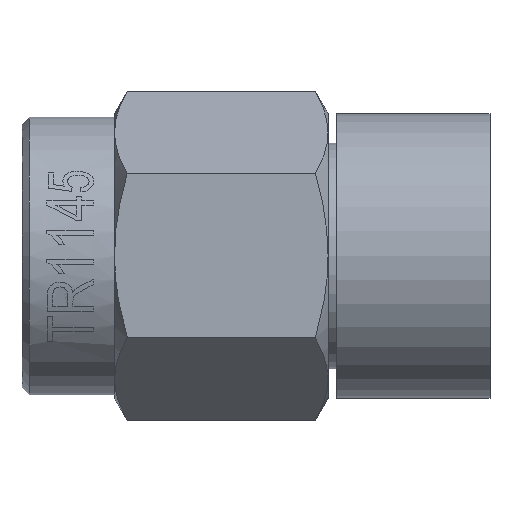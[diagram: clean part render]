
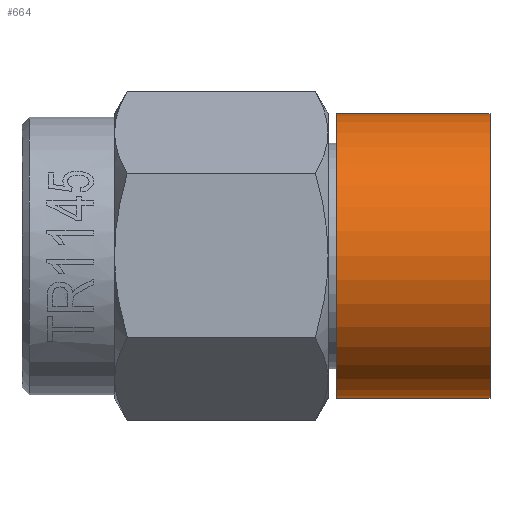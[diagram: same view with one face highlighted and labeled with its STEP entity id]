
A CAD part, top view. The second image highlights one B-rep face of the part: STEP entity #664.
In plain terms, the highlighted cylindrical face has radius 4 mm (diameter 8 mm), a partial arc.
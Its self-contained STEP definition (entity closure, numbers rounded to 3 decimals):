
#53 = VERTEX_POINT ( 'NONE', #1673 ) ;
#73 = ORIENTED_EDGE ( 'NONE', *, *, #577, .T. ) ;
#189 = CARTESIAN_POINT ( 'NONE',  ( 13.15, -4., 0. ) ) ;
#243 = EDGE_CURVE ( 'NONE', #53, #495, #1260, .T. ) ;
#306 = CARTESIAN_POINT ( 'NONE',  ( 13.15, -4., 0. ) ) ;
#408 = DIRECTION ( 'NONE',  ( 0., 1., 0. ) ) ;
#414 = DIRECTION ( 'NONE',  ( 0., 1., 0. ) ) ;
#417 = CARTESIAN_POINT ( 'NONE',  ( 13.15, 0., 0. ) ) ;
#495 = VERTEX_POINT ( 'NONE', #306 ) ;
#536 = EDGE_CURVE ( 'NONE', #53, #2060, #1265, .T. ) ;
#577 = EDGE_CURVE ( 'NONE', #2060, #2136, #1429, .T. ) ;
#620 = ORIENTED_EDGE ( 'NONE', *, *, #243, .F. ) ;
#664 = ADVANCED_FACE ( 'NONE', ( #723 ), #1932, .T. ) ;
#723 = FACE_OUTER_BOUND ( 'NONE', #2479, .T. ) ;
#788 = CARTESIAN_POINT ( 'NONE',  ( 8.85, 4., 0. ) ) ;
#843 = EDGE_CURVE ( 'NONE', #495, #2136, #2702, .T. ) ;
#844 = AXIS2_PLACEMENT_3D ( 'NONE', #1794, #1287, #1304 ) ;
#1054 = CARTESIAN_POINT ( 'NONE',  ( 13.15, 4., 0. ) ) ;
#1145 = ORIENTED_EDGE ( 'NONE', *, *, #843, .F. ) ;
#1260 = CIRCLE ( 'NONE', #1298, 4. ) ;
#1265 = LINE ( 'NONE', #1054, #1814 ) ;
#1287 = DIRECTION ( 'NONE',  ( -1., 0., 0. ) ) ;
#1298 = AXIS2_PLACEMENT_3D ( 'NONE', #417, #1685, #408 ) ;
#1304 = DIRECTION ( 'NONE',  ( 0., 1., 0. ) ) ;
#1429 = CIRCLE ( 'NONE', #1975, 4. ) ;
#1481 = DIRECTION ( 'NONE',  ( 1., 0., 0. ) ) ;
#1668 = DIRECTION ( 'NONE',  ( -1., 0., 0. ) ) ;
#1673 = CARTESIAN_POINT ( 'NONE',  ( 13.15, 4., 0. ) ) ;
#1685 = DIRECTION ( 'NONE',  ( 1., 0., 0. ) ) ;
#1761 = VECTOR ( 'NONE', #2304, 1000. ) ;
#1794 = CARTESIAN_POINT ( 'NONE',  ( 13.808, 0., 0. ) ) ;
#1814 = VECTOR ( 'NONE', #1668, 1000. ) ;
#1859 = ORIENTED_EDGE ( 'NONE', *, *, #536, .T. ) ;
#1932 = CYLINDRICAL_SURFACE ( 'NONE', #844, 4. ) ;
#1975 = AXIS2_PLACEMENT_3D ( 'NONE', #2296, #1481, #414 ) ;
#2060 = VERTEX_POINT ( 'NONE', #788 ) ;
#2121 = CARTESIAN_POINT ( 'NONE',  ( 8.85, -4., 0. ) ) ;
#2136 = VERTEX_POINT ( 'NONE', #2121 ) ;
#2296 = CARTESIAN_POINT ( 'NONE',  ( 8.85, 0., 0. ) ) ;
#2304 = DIRECTION ( 'NONE',  ( -1., 0., 0. ) ) ;
#2479 = EDGE_LOOP ( 'NONE', ( #73, #1145, #620, #1859 ) ) ;
#2702 = LINE ( 'NONE', #189, #1761 ) ;
